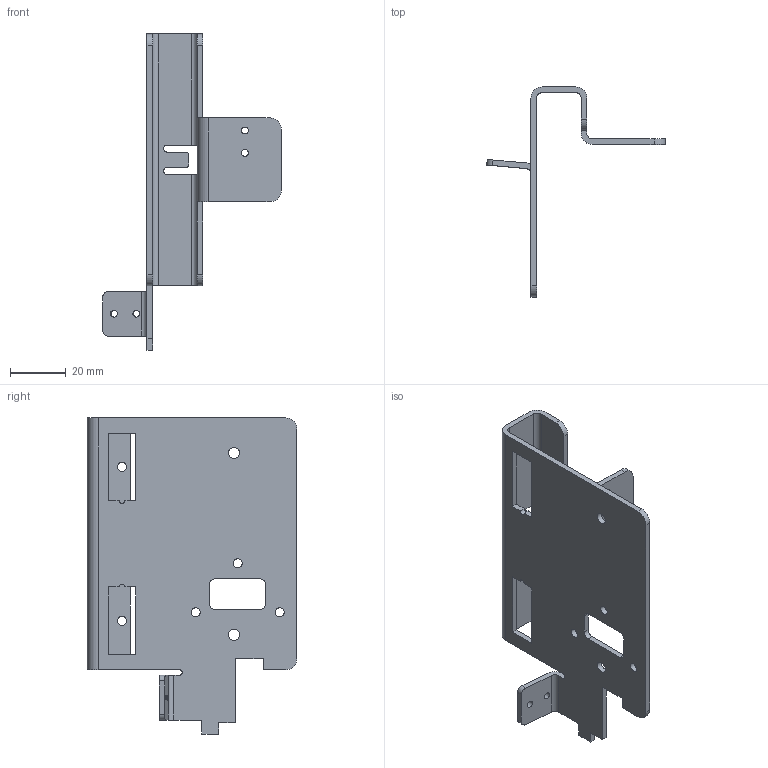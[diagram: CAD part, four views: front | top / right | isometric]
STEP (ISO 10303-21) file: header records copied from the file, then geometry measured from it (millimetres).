
FILE_DESCRIPTION(/* description */ ('PLACA LATERAL MOTOR'),/* implementation_level */ '2;1');
FILE_NAME(/* name */ 'C04H030031-x-end-motor.stp',/* time_stamp */ '2014-12-23T08:49:16+01:00',/* author */ ('Startic'),/* organization */ ('MARCHA TECHNOLOGY'),/* preprocessor_version */ 'ST-DEVELOPER v15.6',/* originating_system */ 'Autodesk Inventor LT ',/* authorisation */ '');
FILE_SCHEMA (('AUTOMOTIVE_DESIGN { 1 0 10303 214 3 1 1 }'));
Length unit declared in the file: millimetre
Products named in the file (1): C04H030031-x-end-motor
Bounding box: 63.77 x 75 x 113 mm (x, y, z)
Volume: 20082.7 mm3; surface area: 21904.7 mm2
Topology: 1 solids, 1 shells, 91 faces, 280 edges, 189 vertices
Faces by surface type: plane 49, cylinder 42
Full cylindrical faces by diameter (mm): 2.459 x4, 3.242 x5, 4 x2
Entity records: 3120 total; most frequent: CARTESIAN_POINT 536, DIRECTION 530, ORIENTED_EDGE 524, EDGE_CURVE 262, VERTEX_POINT 182, LINE 178, VECTOR 178, AXIS2_PLACEMENT_3D 176
